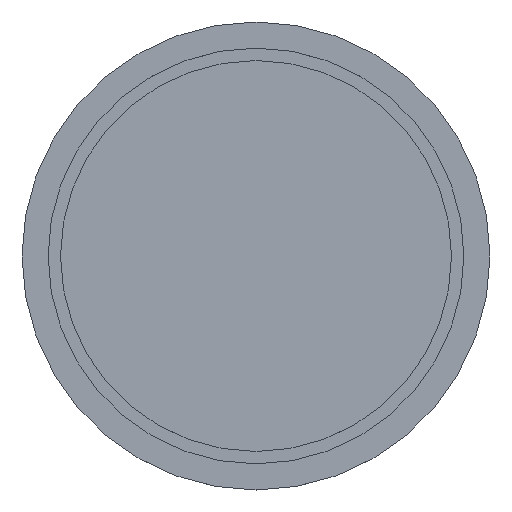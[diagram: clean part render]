
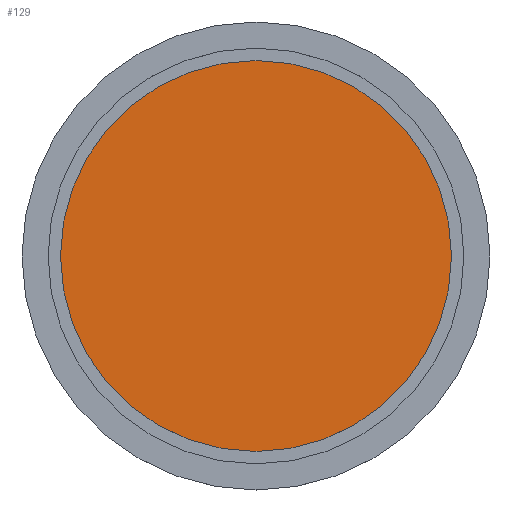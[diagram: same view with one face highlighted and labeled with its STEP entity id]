
A CAD part, top view. The second image highlights one B-rep face of the part: STEP entity #129.
In plain terms, the highlighted planar face has unit normal (0, 0, 1).
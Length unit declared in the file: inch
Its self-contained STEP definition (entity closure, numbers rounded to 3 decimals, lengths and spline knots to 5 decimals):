
#21=PLANE('',#168);
#30=FACE_OUTER_BOUND('',#41,.T.);
#41=EDGE_LOOP('',(#116));
#53=CIRCLE('',#152,3.947);
#63=VERTEX_POINT('',#218);
#74=EDGE_CURVE('',#63,#63,#53,.T.);
#116=ORIENTED_EDGE('',*,*,#74,.T.);
#129=ADVANCED_FACE('',(#30),#21,.F.);
#152=AXIS2_PLACEMENT_3D('',#220,#176,#177);
#168=AXIS2_PLACEMENT_3D('',#248,#212,#213);
#176=DIRECTION('center_axis',(0.,0.,1.));
#177=DIRECTION('ref_axis',(-1.,0.,0.));
#212=DIRECTION('center_axis',(0.,0.,-1.));
#213=DIRECTION('ref_axis',(-1.,0.,0.));
#218=CARTESIAN_POINT('',(3.947,0.,0.15));
#220=CARTESIAN_POINT('Origin',(0.,0.,0.15));
#248=CARTESIAN_POINT('Origin',(0.,0.,0.15));
